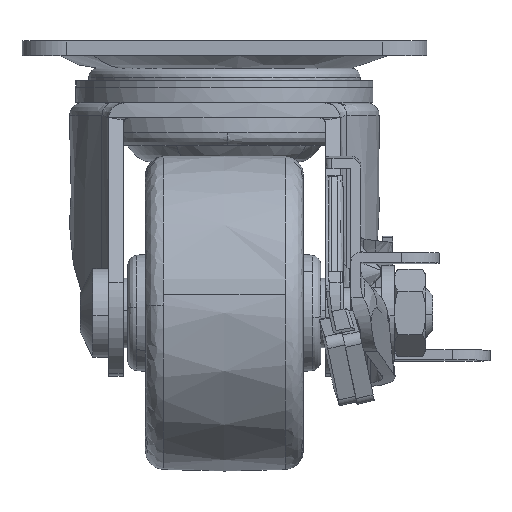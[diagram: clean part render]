
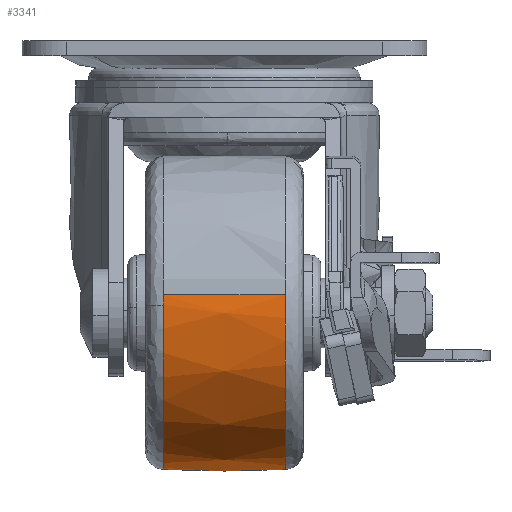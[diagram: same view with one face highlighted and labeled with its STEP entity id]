
A CAD part, left-side view. The second image highlights one B-rep face of the part: STEP entity #3341.
In plain terms, the highlighted free-form (B-spline) face has degree [2, 2] with [3, 9] control points.
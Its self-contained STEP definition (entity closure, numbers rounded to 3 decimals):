
#2380=CARTESIAN_POINT('',(6.701,-9.645,-66.843));
#2381=VERTEX_POINT('',#2380);
#2395=CARTESIAN_POINT('',(24.75,-9.645,-42.067));
#2396=VERTEX_POINT('',#2395);
#2397=CARTESIAN_POINT('',(6.701,-9.645,-66.843));
#2398=CARTESIAN_POINT('',(24.767,-9.645,-61.766));
#2399=CARTESIAN_POINT('',(24.767,-9.645,-43.));
#2400=CARTESIAN_POINT('',(24.767,-9.645,-42.533));
#2401=CARTESIAN_POINT('',(24.75,-9.645,-42.067));
#2409=(BOUNDED_CURVE()B_SPLINE_CURVE(2,(#2397,#2398,#2399,#2400,#2401),.UNSPECIFIED.,.F.,.U.)B_SPLINE_CURVE_WITH_KNOTS((3,2,3),(0.046,0.25,0.257),.UNSPECIFIED.)CURVE()GEOMETRIC_REPRESENTATION_ITEM()RATIONAL_B_SPLINE_CURVE((0.912,0.761,1.0,0.992,0.985))REPRESENTATION_ITEM(''));
#2410=EDGE_CURVE('',#2381,#2396,#2409,.T.);
#2509=CARTESIAN_POINT('',(0.0,-9.645,-18.233));
#2510=VERTEX_POINT('',#2509);
#2511=CARTESIAN_POINT('',(24.75,-9.645,-42.067));
#2512=CARTESIAN_POINT('',(23.851,-9.645,-18.233));
#2513=CARTESIAN_POINT('',(0.0,-9.645,-18.233));
#2521=(BOUNDED_CURVE()B_SPLINE_CURVE(2,(#2511,#2512,#2513),.UNSPECIFIED.,.F.,.U.)B_SPLINE_CURVE_WITH_KNOTS((3,3),(0.257,0.5),.UNSPECIFIED.)CURVE()GEOMETRIC_REPRESENTATION_ITEM()RATIONAL_B_SPLINE_CURVE((0.985,0.715,1.0))REPRESENTATION_ITEM(''));
#2522=EDGE_CURVE('',#2396,#2510,#2521,.T.);
#2524=CARTESIAN_POINT('',(-24.602,-9.645,-40.14));
#2525=VERTEX_POINT('',#2524);
#2539=CARTESIAN_POINT('',(0.0,-9.645,-67.767));
#2540=VERTEX_POINT('',#2539);
#2541=CARTESIAN_POINT('',(-24.602,-9.645,-40.14));
#2542=CARTESIAN_POINT('',(-24.767,-9.645,-41.565));
#2543=CARTESIAN_POINT('',(-24.767,-9.645,-43.0));
#2544=CARTESIAN_POINT('',(-24.767,-9.645,-67.767));
#2545=CARTESIAN_POINT('',(0.0,-9.645,-67.767));
#2553=(BOUNDED_CURVE()B_SPLINE_CURVE(2,(#2541,#2542,#2543,#2544,#2545),.UNSPECIFIED.,.F.,.U.)B_SPLINE_CURVE_WITH_KNOTS((3,2,3),(0.73,0.75,1.0),.UNSPECIFIED.)CURVE()GEOMETRIC_REPRESENTATION_ITEM()RATIONAL_B_SPLINE_CURVE((0.957,0.977,1.0,0.707,1.0))REPRESENTATION_ITEM(''));
#2554=EDGE_CURVE('',#2525,#2540,#2553,.T.);
#2556=CARTESIAN_POINT('',(0.0,-9.645,-67.767));
#2557=CARTESIAN_POINT('',(3.414,-9.645,-67.767));
#2558=CARTESIAN_POINT('',(6.701,-9.645,-66.843));
#2566=(BOUNDED_CURVE()B_SPLINE_CURVE(2,(#2556,#2557,#2558),.UNSPECIFIED.,.F.,.U.)B_SPLINE_CURVE_WITH_KNOTS((3,3),(0.0,0.046),.UNSPECIFIED.)CURVE()GEOMETRIC_REPRESENTATION_ITEM()RATIONAL_B_SPLINE_CURVE((1.0,0.946,0.912))REPRESENTATION_ITEM(''));
#2567=EDGE_CURVE('',#2540,#2381,#2566,.T.);
#2602=CARTESIAN_POINT('',(24.427,9.645,-47.092));
#2603=VERTEX_POINT('',#2602);
#2604=CARTESIAN_POINT('',(0.0,9.645,-18.233));
#2605=VERTEX_POINT('',#2604);
#2606=CARTESIAN_POINT('',(24.427,9.645,-47.092));
#2607=CARTESIAN_POINT('',(24.767,9.645,-45.06));
#2608=CARTESIAN_POINT('',(24.767,9.645,-43.0));
#2609=CARTESIAN_POINT('',(24.767,9.645,-18.233));
#2610=CARTESIAN_POINT('',(0.0,9.645,-18.233));
#2618=(BOUNDED_CURVE()B_SPLINE_CURVE(2,(#2606,#2607,#2608,#2609,#2610),.UNSPECIFIED.,.F.,.U.)B_SPLINE_CURVE_WITH_KNOTS((3,2,3),(0.222,0.25,0.5),.UNSPECIFIED.)CURVE()GEOMETRIC_REPRESENTATION_ITEM()RATIONAL_B_SPLINE_CURVE((0.941,0.967,1.0,0.707,1.0))REPRESENTATION_ITEM(''));
#2619=EDGE_CURVE('',#2603,#2605,#2618,.T.);
#2668=CARTESIAN_POINT('',(-24.736,9.645,-41.756));
#2669=VERTEX_POINT('',#2668);
#2683=CARTESIAN_POINT('',(-24.602,9.645,-40.14));
#2684=VERTEX_POINT('',#2683);
#2685=CARTESIAN_POINT('',(-24.602,9.645,-40.14));
#2686=CARTESIAN_POINT('',(-24.695,9.645,-40.946));
#2687=CARTESIAN_POINT('',(-24.736,9.645,-41.756));
#2695=(BOUNDED_CURVE()B_SPLINE_CURVE(2,(#2685,#2686,#2687),.UNSPECIFIED.,.F.,.U.)B_SPLINE_CURVE_WITH_KNOTS((3,3),(0.73,0.741),.UNSPECIFIED.)CURVE()GEOMETRIC_REPRESENTATION_ITEM()RATIONAL_B_SPLINE_CURVE((0.957,0.968,0.98))REPRESENTATION_ITEM(''));
#2696=EDGE_CURVE('',#2684,#2669,#2695,.T.);
#2737=CARTESIAN_POINT('',(0.0,9.645,-67.767));
#2738=VERTEX_POINT('',#2737);
#2739=CARTESIAN_POINT('',(0.0,9.645,-67.767));
#2740=CARTESIAN_POINT('',(20.963,9.645,-67.767));
#2741=CARTESIAN_POINT('',(24.427,9.645,-47.092));
#2749=(BOUNDED_CURVE()B_SPLINE_CURVE(2,(#2739,#2740,#2741),.UNSPECIFIED.,.F.,.U.)B_SPLINE_CURVE_WITH_KNOTS((3,3),(0.0,0.222),.UNSPECIFIED.)CURVE()GEOMETRIC_REPRESENTATION_ITEM()RATIONAL_B_SPLINE_CURVE((1.0,0.74,0.941))REPRESENTATION_ITEM(''));
#2750=EDGE_CURVE('',#2738,#2603,#2749,.T.);
#2752=CARTESIAN_POINT('',(-24.736,9.645,-41.756));
#2753=CARTESIAN_POINT('',(-24.767,9.645,-42.377));
#2754=CARTESIAN_POINT('',(-24.767,9.645,-43.0));
#2755=CARTESIAN_POINT('',(-24.767,9.645,-67.767));
#2756=CARTESIAN_POINT('',(0.0,9.645,-67.767));
#2764=(BOUNDED_CURVE()B_SPLINE_CURVE(2,(#2752,#2753,#2754,#2755,#2756),.UNSPECIFIED.,.F.,.U.)B_SPLINE_CURVE_WITH_KNOTS((3,2,3),(0.741,0.75,1.0),.UNSPECIFIED.)CURVE()GEOMETRIC_REPRESENTATION_ITEM()RATIONAL_B_SPLINE_CURVE((0.98,0.99,1.0,0.707,1.0))REPRESENTATION_ITEM(''));
#2765=EDGE_CURVE('',#2669,#2738,#2764,.T.);
#3270=CARTESIAN_POINT('',(-24.553,-10.607,-40.146));
#3271=CARTESIAN_POINT('',(-25.113,0.,-40.081));
#3272=CARTESIAN_POINT('',(-24.553,10.607,-40.146));
#3273=CARTESIAN_POINT('',(-24.719,-10.607,-41.568));
#3274=CARTESIAN_POINT('',(-25.282,0.,-41.536));
#3275=CARTESIAN_POINT('',(-24.719,10.607,-41.568));
#3276=CARTESIAN_POINT('',(-24.719,-10.607,-43.0));
#3277=CARTESIAN_POINT('',(-25.282,0.,-43.));
#3278=CARTESIAN_POINT('',(-24.719,10.607,-43.));
#3279=CARTESIAN_POINT('',(-24.719,-10.607,-67.719));
#3280=CARTESIAN_POINT('',(-25.282,0.,-68.282));
#3281=CARTESIAN_POINT('',(-24.719,10.607,-67.719));
#3282=CARTESIAN_POINT('',(0.0,-10.607,-67.719));
#3283=CARTESIAN_POINT('',(0.0,0.,-68.282));
#3284=CARTESIAN_POINT('',(0.0,10.607,-67.719));
#3285=CARTESIAN_POINT('',(24.719,-10.607,-67.719));
#3286=CARTESIAN_POINT('',(25.282,0.,-68.282));
#3287=CARTESIAN_POINT('',(24.719,10.607,-67.719));
#3288=CARTESIAN_POINT('',(24.719,-10.607,-43.0));
#3289=CARTESIAN_POINT('',(25.282,0.,-43.));
#3290=CARTESIAN_POINT('',(24.719,10.607,-43.));
#3291=CARTESIAN_POINT('',(24.719,-10.607,-18.281));
#3292=CARTESIAN_POINT('',(25.282,0.,-17.718));
#3293=CARTESIAN_POINT('',(24.719,10.607,-18.281));
#3294=CARTESIAN_POINT('',(0.0,-10.607,-18.281));
#3295=CARTESIAN_POINT('',(0.0,0.,-17.718));
#3296=CARTESIAN_POINT('',(0.0,10.607,-18.281));
#3304=(BOUNDED_SURFACE()B_SPLINE_SURFACE(2,2,((#3270,#3273,#3276,#3279,#3282,#3285,#3288,#3291,#3294),(#3271,#3274,#3277,#3280,#3283,#3286,#3289,#3292,#3295),(#3272,#3275,#3278,#3281,#3284,#3287,#3290,#3293,#3296)),.UNSPECIFIED.,.F.,.F.,.U.)B_SPLINE_SURFACE_WITH_KNOTS((3,3),(3,2,2,2,3),(0.0,21.229),(0.0,3.314,44.735,86.156,127.578),.UNSPECIFIED.)GEOMETRIC_REPRESENTATION_ITEM()RATIONAL_B_SPLINE_SURFACE(((0.898,0.916,0.938,0.663,0.938,0.663,0.938,0.663,0.938),(0.896,0.915,0.937,0.662,0.937,0.662,0.937,0.662,0.937),(0.898,0.916,0.938,0.663,0.938,0.663,0.938,0.663,0.938)))REPRESENTATION_ITEM('')SURFACE());
#3305=ORIENTED_EDGE('',*,*,#2554,.F.);
#3306=CARTESIAN_POINT('',(-24.602,-9.645,-40.14));
#3307=CARTESIAN_POINT('',(-25.064,0.,-40.086));
#3308=CARTESIAN_POINT('',(-24.602,9.645,-40.14));
#3316=(BOUNDED_CURVE()B_SPLINE_CURVE(2,(#3306,#3307,#3308),.UNSPECIFIED.,.F.,.U.)B_SPLINE_CURVE_WITH_KNOTS((3,3),(0.453,0.547),.UNSPECIFIED.)CURVE()GEOMETRIC_REPRESENTATION_ITEM()RATIONAL_B_SPLINE_CURVE((0.898,0.897,0.898))REPRESENTATION_ITEM(''));
#3317=EDGE_CURVE('',#2525,#2684,#3316,.T.);
#3318=ORIENTED_EDGE('',*,*,#3317,.T.);
#3319=ORIENTED_EDGE('',*,*,#2696,.T.);
#3320=ORIENTED_EDGE('',*,*,#2765,.T.);
#3321=ORIENTED_EDGE('',*,*,#2750,.T.);
#3322=ORIENTED_EDGE('',*,*,#2619,.T.);
#3323=CARTESIAN_POINT('',(0.0,-9.645,-18.233));
#3324=CARTESIAN_POINT('',(0.0,0.,-17.767));
#3325=CARTESIAN_POINT('',(0.0,9.645,-18.233));
#3333=(BOUNDED_CURVE()B_SPLINE_CURVE(2,(#3323,#3324,#3325),.UNSPECIFIED.,.F.,.U.)B_SPLINE_CURVE_WITH_KNOTS((3,3),(0.453,0.547),.UNSPECIFIED.)CURVE()GEOMETRIC_REPRESENTATION_ITEM()RATIONAL_B_SPLINE_CURVE((0.938,0.937,0.938))REPRESENTATION_ITEM(''));
#3334=EDGE_CURVE('',#2510,#2605,#3333,.T.);
#3335=ORIENTED_EDGE('',*,*,#3334,.F.);
#3336=ORIENTED_EDGE('',*,*,#2522,.F.);
#3337=ORIENTED_EDGE('',*,*,#2410,.F.);
#3338=ORIENTED_EDGE('',*,*,#2567,.F.);
#3339=EDGE_LOOP('',(#3305,#3318,#3319,#3320,#3321,#3322,#3335,#3336,#3337,#3338));
#3340=FACE_OUTER_BOUND('',#3339,.T.);
#3341=ADVANCED_FACE('',(#3340),#3304,.T.);
